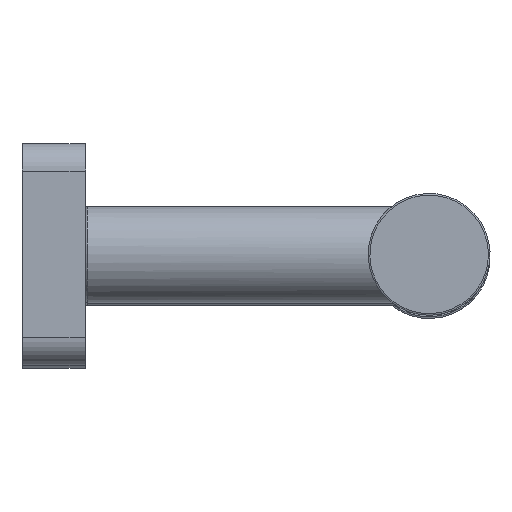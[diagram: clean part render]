
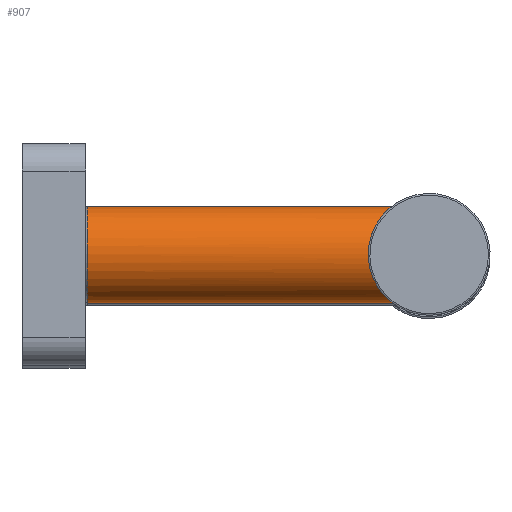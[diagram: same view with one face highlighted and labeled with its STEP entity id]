
A CAD part, top view. The second image highlights one B-rep face of the part: STEP entity #907.
In plain terms, the highlighted cylindrical face has radius 8.75 mm (diameter 17.5 mm), a full revolution.
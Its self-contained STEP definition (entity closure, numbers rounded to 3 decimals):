
#22=ELLIPSE('',#1186,12.374,8.75);
#23=ELLIPSE('',#1188,12.374,8.75);
#111=CYLINDRICAL_SURFACE('',#1183,8.75);
#311=ORIENTED_EDGE('',*,*,#450,.T.);
#312=ORIENTED_EDGE('',*,*,#451,.F.);
#313=ORIENTED_EDGE('',*,*,#452,.T.);
#314=ORIENTED_EDGE('',*,*,#453,.F.);
#315=ORIENTED_EDGE('',*,*,#454,.F.);
#450=EDGE_CURVE('',#529,#529,#606,.T.);
#451=EDGE_CURVE('',#530,#531,#607,.T.);
#452=EDGE_CURVE('',#530,#532,#22,.F.);
#453=EDGE_CURVE('',#533,#532,#608,.T.);
#454=EDGE_CURVE('',#531,#533,#23,.T.);
#529=VERTEX_POINT('',#1731);
#530=VERTEX_POINT('',#1733);
#531=VERTEX_POINT('',#1734);
#532=VERTEX_POINT('',#1736);
#533=VERTEX_POINT('',#1738);
#606=CIRCLE('',#1184,8.75);
#607=CIRCLE('',#1185,8.75);
#608=CIRCLE('',#1187,8.75);
#679=EDGE_LOOP('',(#311));
#680=EDGE_LOOP('',(#312,#313,#314,#315));
#789=FACE_BOUND('',#679,.T.);
#790=FACE_BOUND('',#680,.T.);
#907=ADVANCED_FACE('',(#789,#790),#111,.T.);
#1183=AXIS2_PLACEMENT_3D('',#1729,#1430,#1431);
#1184=AXIS2_PLACEMENT_3D('',#1730,#1432,#1433);
#1185=AXIS2_PLACEMENT_3D('',#1732,#1434,#1435);
#1186=AXIS2_PLACEMENT_3D('',#1735,#1436,#1437);
#1187=AXIS2_PLACEMENT_3D('',#1737,#1438,#1439);
#1188=AXIS2_PLACEMENT_3D('',#1739,#1440,#1441);
#1430=DIRECTION('',(-1.,0.,0.));
#1431=DIRECTION('',(0.,0.,1.));
#1432=DIRECTION('',(-1.,0.,0.));
#1433=DIRECTION('',(0.,0.,1.));
#1434=DIRECTION('',(-1.,0.,0.));
#1435=DIRECTION('',(0.,1.,0.));
#1436=DIRECTION('',(-0.707,0.707,0.));
#1437=DIRECTION('',(-0.707,-0.707,0.));
#1438=DIRECTION('',(-1.,0.,0.));
#1439=DIRECTION('',(0.,1.,0.));
#1440=DIRECTION('',(-0.707,-0.707,0.));
#1441=DIRECTION('',(-0.707,0.707,0.));
#1729=CARTESIAN_POINT('',(29.5,0.,0.));
#1730=CARTESIAN_POINT('',(29.2,0.,0.));
#1731=CARTESIAN_POINT('',(29.2,0.,8.75));
#1732=CARTESIAN_POINT('',(-29.5,0.,0.));
#1733=CARTESIAN_POINT('',(-29.5,3.,-8.22));
#1734=CARTESIAN_POINT('',(-29.5,-3.,-8.22));
#1735=CARTESIAN_POINT('',(-32.5,0.,0.));
#1736=CARTESIAN_POINT('',(-29.5,3.,8.22));
#1737=CARTESIAN_POINT('',(-29.5,0.,0.));
#1738=CARTESIAN_POINT('',(-29.5,-3.,8.22));
#1739=CARTESIAN_POINT('',(-32.5,0.,0.));
